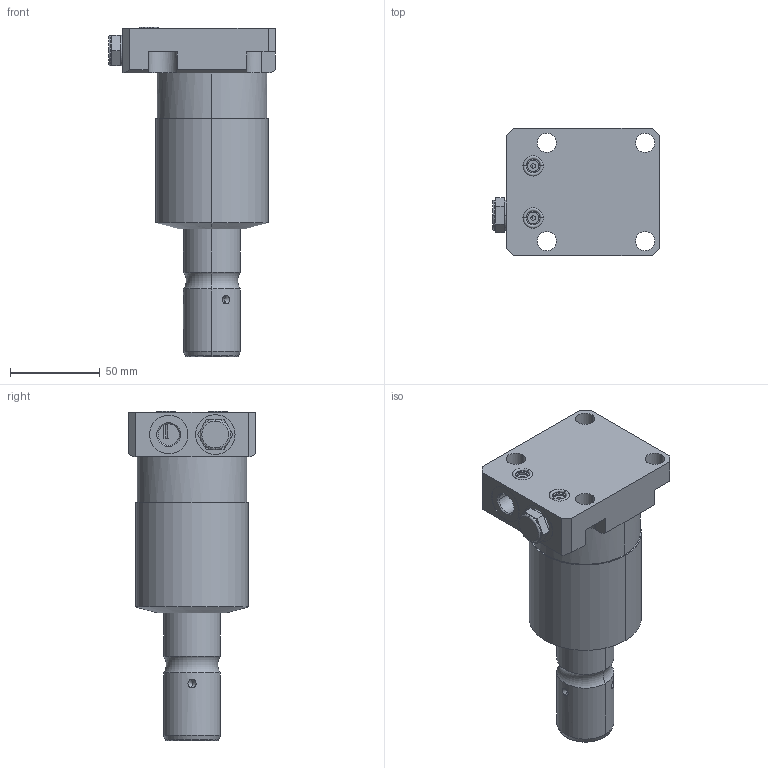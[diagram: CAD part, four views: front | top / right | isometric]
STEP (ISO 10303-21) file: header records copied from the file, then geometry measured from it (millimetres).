
FILE_DESCRIPTION((''),'2;1');
FILE_NAME('ILCM41422211','2018-10-03T',('ngp'),(''),'PRO/ENGINEER BY PARAMETRIC TECHNOLOGY CORPORATION, 2013320','PRO/ENGINEER BY PARAMETRIC TECHNOLOGY CORPORATION, 2013320','');
FILE_SCHEMA(('AUTOMOTIVE_DESIGN { 1 0 10303 214 1 1 1 1 }'));
Length unit declared in the file: millimetre
Products named in the file (1): ILCM41422211
Bounding box: 93.12 x 70.87 x 183.69 mm (x, y, z)
Volume: 449732.3 mm3; surface area: 47579.1 mm2
Topology: 1 solids, 1 shells, 153 faces, 367 edges, 223 vertices
Faces by surface type: plane 73, cylinder 52, cone 14, torus 14
Entity records: 4627 total; most frequent: CARTESIAN_POINT 857, DIRECTION 807, ORIENTED_EDGE 722, EDGE_CURVE 361, AXIS2_PLACEMENT_3D 305, VERTEX_POINT 223, VECTOR 197, LINE 197
